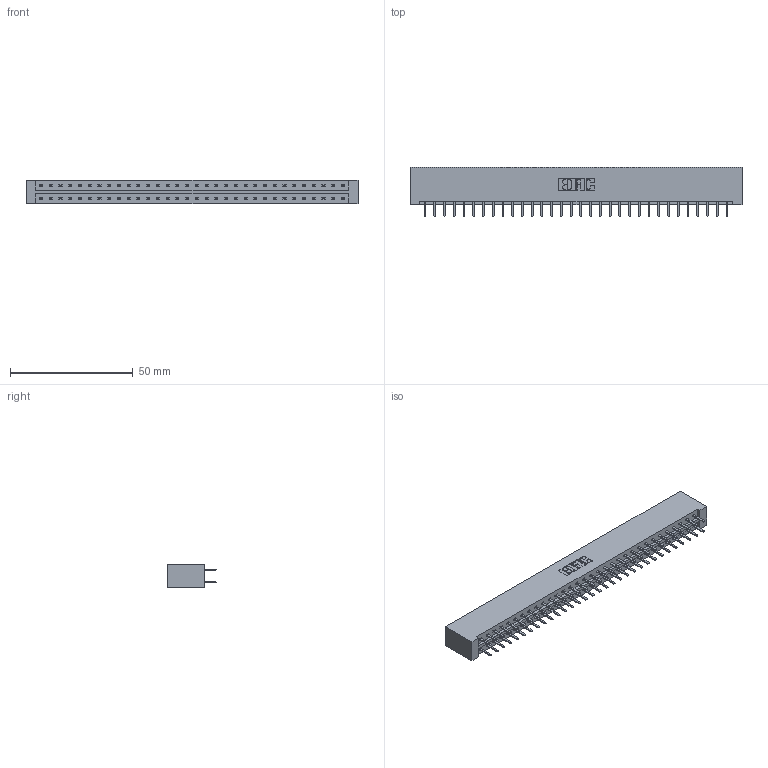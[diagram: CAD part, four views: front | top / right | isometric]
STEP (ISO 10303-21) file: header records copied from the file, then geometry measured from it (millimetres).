
FILE_DESCRIPTION (( 'STEP AP203' ), '1' );
FILE_NAME ('833-064-520-201.STEP', '2020-06-05T06:40:51', ( '' ), ( '' ), 'SwSTEP 2.0', 'SolidWorks 2020', '' );
FILE_SCHEMA (( 'CONFIG_CONTROL_DESIGN' ));
Length unit declared in the file: inch
Products named in the file (3): 345-292-001_345-293-120; 833-064-520-201; 833 Part_Lugless
Assembly tree (65 placements, depth 2):
  833-064-520-201
    833 Part_Lugless
    345-292-001_345-293-120  x64
Bounding box: 135.05 x 20.02 x 9.4 mm (x, y, z)
Volume: 14298.6 mm3; surface area: 16746.9 mm2
Topology: 65 solids, 65 shells, 3690 faces, 10719 edges, 6974 vertices
Faces by surface type: plane 2498, cylinder 1192
Entity records: 21717 total; most frequent: CARTESIAN_POINT 3622, ORIENTED_EDGE 3546, DIRECTION 3093, EDGE_CURVE 1773, LINE 1649, VECTOR 1649, VERTEX_POINT 1178, AXIS2_PLACEMENT_3D 722
